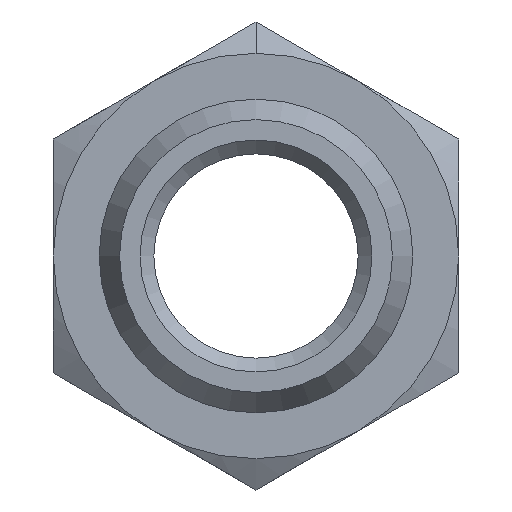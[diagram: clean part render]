
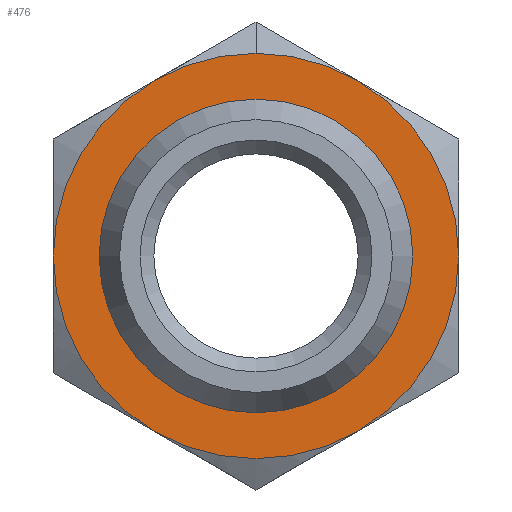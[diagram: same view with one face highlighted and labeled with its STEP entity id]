
A CAD part, front view. The second image highlights one B-rep face of the part: STEP entity #476.
In plain terms, the highlighted planar face has unit normal (0, -1, 0).
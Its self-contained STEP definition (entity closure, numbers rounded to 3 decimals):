
#74=CIRCLE('',#497,8.5);
#81=CIRCLE('',#510,8.5);
#82=CIRCLE('',#511,8.5);
#83=CIRCLE('',#512,8.5);
#84=CIRCLE('',#514,6.);
#85=CIRCLE('',#515,8.5);
#86=CIRCLE('',#516,8.5);
#87=CIRCLE('',#517,8.5);
#133=VERTEX_POINT('',#642);
#139=VERTEX_POINT('',#663);
#142=VERTEX_POINT('',#677);
#143=VERTEX_POINT('',#679);
#146=VERTEX_POINT('',#690);
#152=VERTEX_POINT('',#721);
#160=VERTEX_POINT('',#752);
#161=VERTEX_POINT('',#758);
#212=EDGE_CURVE('',#143,#142,#74,.F.);
#236=EDGE_CURVE('',#152,#133,#81,.F.);
#237=EDGE_CURVE('',#133,#139,#82,.F.);
#238=EDGE_CURVE('',#139,#160,#83,.F.);
#240=EDGE_CURVE('',#161,#161,#84,.F.);
#241=EDGE_CURVE('',#160,#146,#85,.T.);
#242=EDGE_CURVE('',#146,#143,#86,.T.);
#243=EDGE_CURVE('',#142,#152,#87,.T.);
#322=ORIENTED_EDGE('',*,*,#240,.F.);
#323=ORIENTED_EDGE('',*,*,#241,.T.);
#324=ORIENTED_EDGE('',*,*,#242,.T.);
#325=ORIENTED_EDGE('',*,*,#212,.T.);
#326=ORIENTED_EDGE('',*,*,#243,.T.);
#327=ORIENTED_EDGE('',*,*,#236,.T.);
#328=ORIENTED_EDGE('',*,*,#237,.T.);
#329=ORIENTED_EDGE('',*,*,#238,.T.);
#411=EDGE_LOOP('',(#322));
#412=EDGE_LOOP('',(#323,#324,#325,#326,#327,#328,#329));
#444=FACE_BOUND('',#411,.T.);
#445=FACE_BOUND('',#412,.T.);
#476=ADVANCED_FACE('',(#444,#445),#812,.F.);
#497=AXIS2_PLACEMENT_3D('',#678,#547,#548);
#510=AXIS2_PLACEMENT_3D('',#749,#574,#575);
#511=AXIS2_PLACEMENT_3D('',#750,#576,#577);
#512=AXIS2_PLACEMENT_3D('',#751,#578,#579);
#513=AXIS2_PLACEMENT_3D('',#756,#580,$);
#514=AXIS2_PLACEMENT_3D('',#757,#581,#582);
#515=AXIS2_PLACEMENT_3D('',#759,#583,#584);
#516=AXIS2_PLACEMENT_3D('',#760,#585,#586);
#517=AXIS2_PLACEMENT_3D('',#761,#587,#588);
#547=DIRECTION('',(0.,1.,0.));
#548=DIRECTION('',(0.,0.,8.5));
#574=DIRECTION('',(0.,1.,0.));
#575=DIRECTION('',(0.,0.,8.5));
#576=DIRECTION('',(0.,1.,0.));
#577=DIRECTION('',(0.,0.,8.5));
#578=DIRECTION('',(0.,1.,0.));
#579=DIRECTION('',(0.,0.,8.5));
#580=DIRECTION('',(0.,1.,0.));
#581=DIRECTION('',(0.,1.,0.));
#582=DIRECTION('',(0.,0.,-6.));
#583=DIRECTION('',(0.,-1.,0.));
#584=DIRECTION('',(0.,0.,8.5));
#585=DIRECTION('',(0.,-1.,0.));
#586=DIRECTION('',(0.,0.,8.5));
#587=DIRECTION('',(0.,-1.,0.));
#588=DIRECTION('',(0.,0.,8.5));
#642=CARTESIAN_POINT('',(-8.5,8.,0.));
#663=CARTESIAN_POINT('',(-4.25,8.,-7.361));
#677=CARTESIAN_POINT('',(0.,8.,8.5));
#678=CARTESIAN_POINT('',(0.,8.,0.));
#679=CARTESIAN_POINT('',(4.25,8.,7.361));
#690=CARTESIAN_POINT('',(8.5,8.,0.));
#721=CARTESIAN_POINT('',(-4.25,8.,7.361));
#749=CARTESIAN_POINT('',(0.,8.,0.));
#750=CARTESIAN_POINT('',(0.,8.,0.));
#751=CARTESIAN_POINT('',(0.,8.,0.));
#752=CARTESIAN_POINT('',(4.25,8.,-7.361));
#756=CARTESIAN_POINT('',(8.5,8.,0.));
#757=CARTESIAN_POINT('',(0.,8.,0.));
#758=CARTESIAN_POINT('',(0.,8.,-6.));
#759=CARTESIAN_POINT('',(0.,8.,0.));
#760=CARTESIAN_POINT('',(0.,8.,0.));
#761=CARTESIAN_POINT('',(0.,8.,0.));
#812=PLANE('',#513);
